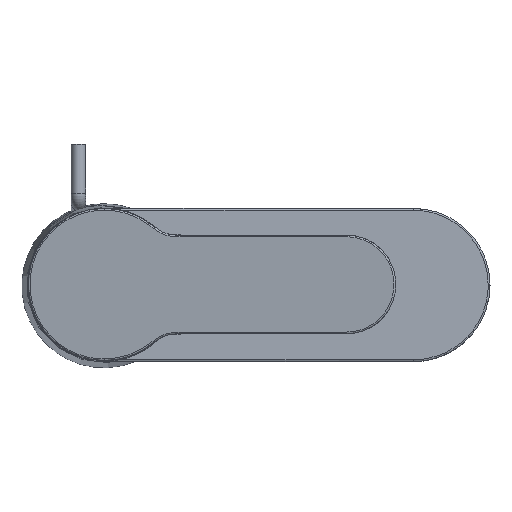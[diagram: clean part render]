
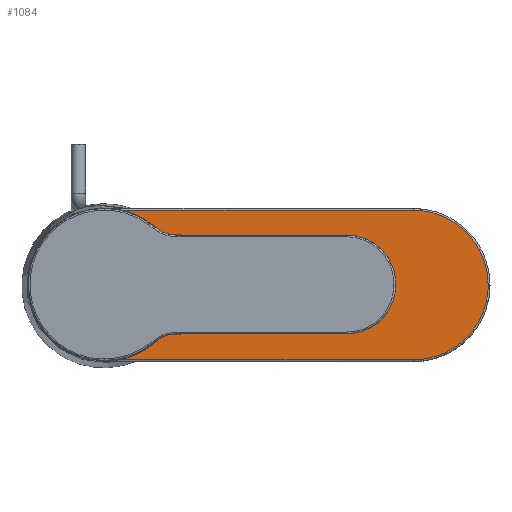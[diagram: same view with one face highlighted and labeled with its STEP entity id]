
A CAD part, top view. The second image highlights one B-rep face of the part: STEP entity #1084.
In plain terms, the highlighted planar face has unit normal (0, 0, 1).
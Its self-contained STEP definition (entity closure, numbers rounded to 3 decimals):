
#47=CIRCLE('',#1336,20.507);
#107=LINE('',#4322,#118);
#108=LINE('',#4346,#119);
#118=VECTOR('',#1442,1000.);
#119=VECTOR('',#1443,1000.);
#134=PLANE('',#1335);
#318=ORIENTED_EDGE('',*,*,#537,.T.);
#319=ORIENTED_EDGE('',*,*,#538,.T.);
#320=ORIENTED_EDGE('',*,*,#539,.T.);
#321=ORIENTED_EDGE('',*,*,#540,.T.);
#322=ORIENTED_EDGE('',*,*,#541,.T.);
#323=ORIENTED_EDGE('',*,*,#542,.T.);
#324=ORIENTED_EDGE('',*,*,#543,.T.);
#537=EDGE_CURVE('',#656,#657,#47,.T.);
#538=EDGE_CURVE('',#657,#658,#773,.T.);
#539=EDGE_CURVE('',#658,#659,#107,.F.);
#540=EDGE_CURVE('',#659,#660,#774,.T.);
#541=EDGE_CURVE('',#660,#661,#775,.T.);
#542=EDGE_CURVE('',#661,#662,#108,.T.);
#543=EDGE_CURVE('',#662,#656,#776,.T.);
#656=VERTEX_POINT('',#4315);
#657=VERTEX_POINT('',#4316);
#658=VERTEX_POINT('',#4321);
#659=VERTEX_POINT('',#4323);
#660=VERTEX_POINT('',#4334);
#661=VERTEX_POINT('',#4345);
#662=VERTEX_POINT('',#4347);
#773=B_SPLINE_CURVE_WITH_KNOTS('',3,(#4317,#4318,#4319,#4320),
 .UNSPECIFIED.,.F.,.F.,(4,4),(0.,0.),
 .UNSPECIFIED.);
#774=B_SPLINE_CURVE_WITH_KNOTS('',3,(#4324,#4325,#4326,#4327,#4328,#4329,
#4330,#4331,#4332,#4333),.UNSPECIFIED.,.F.,.F.,(4,1,1,1,1,1,1,4),(0.,0.008,
0.012,0.016,0.02,0.024,
0.028,0.032),.UNSPECIFIED.);
#775=B_SPLINE_CURVE_WITH_KNOTS('',3,(#4335,#4336,#4337,#4338,#4339,#4340,
#4341,#4342,#4343,#4344),.UNSPECIFIED.,.F.,.F.,(4,1,1,1,1,1,1,4),(0.,0.008,
0.012,0.016,0.02,0.024,
0.028,0.032),.UNSPECIFIED.);
#776=B_SPLINE_CURVE_WITH_KNOTS('',3,(#4348,#4349,#4350,#4351),
 .UNSPECIFIED.,.F.,.F.,(4,4),(0.,0.),.UNSPECIFIED.);
#861=EDGE_LOOP('',(#318,#319,#320,#321,#322,#323,#324));
#959=FACE_BOUND('',#861,.T.);
#1084=ADVANCED_FACE('',(#959),#134,.T.);
#1335=AXIS2_PLACEMENT_3D('',#4313,#1438,#1439);
#1336=AXIS2_PLACEMENT_3D('',#4314,#1440,#1441);
#1438=DIRECTION('',(0.,0.,1.));
#1439=DIRECTION('',(0.,1.,0.));
#1440=DIRECTION('',(0.,0.,1.));
#1441=DIRECTION('',(0.,1.,0.));
#1442=DIRECTION('',(-1.,0.,0.));
#1443=DIRECTION('',(-1.,0.,0.));
#4313=CARTESIAN_POINT('',(0.,0.,70.));
#4314=CARTESIAN_POINT('',(0.,0.,70.));
#4315=CARTESIAN_POINT('',(0.611,20.498,70.));
#4316=CARTESIAN_POINT('',(1.06,-20.48,70.));
#4317=CARTESIAN_POINT('',(1.06,-20.48,70.));
#4318=CARTESIAN_POINT('',(1.212,-20.495,70.));
#4319=CARTESIAN_POINT('',(1.364,-20.502,70.));
#4320=CARTESIAN_POINT('',(1.517,-20.502,70.));
#4321=CARTESIAN_POINT('',(1.517,-20.502,70.));
#4322=CARTESIAN_POINT('',(0.,-20.502,70.));
#4323=CARTESIAN_POINT('',(84.827,-20.502,70.));
#4324=CARTESIAN_POINT('',(84.827,-20.502,70.));
#4325=CARTESIAN_POINT('',(87.535,-20.502,70.));
#4326=CARTESIAN_POINT('',(91.547,-19.697,70.));
#4327=CARTESIAN_POINT('',(96.312,-17.14,70.));
#4328=CARTESIAN_POINT('',(99.416,-14.591,70.));
#4329=CARTESIAN_POINT('',(101.997,-11.441,70.));
#4330=CARTESIAN_POINT('',(103.886,-7.906,70.));
#4331=CARTESIAN_POINT('',(105.069,-4.008,70.));
#4332=CARTESIAN_POINT('',(105.33,-1.354,70.));
#4333=CARTESIAN_POINT('',(105.33,0.,70.));
#4334=CARTESIAN_POINT('',(105.33,0.,70.));
#4335=CARTESIAN_POINT('',(105.33,0.,70.));
#4336=CARTESIAN_POINT('',(105.33,2.707,70.));
#4337=CARTESIAN_POINT('',(104.524,6.72,70.));
#4338=CARTESIAN_POINT('',(101.968,11.484,70.));
#4339=CARTESIAN_POINT('',(99.419,14.588,70.));
#4340=CARTESIAN_POINT('',(96.268,17.17,70.));
#4341=CARTESIAN_POINT('',(92.733,19.059,70.));
#4342=CARTESIAN_POINT('',(88.835,20.241,70.));
#4343=CARTESIAN_POINT('',(86.181,20.502,70.));
#4344=CARTESIAN_POINT('',(84.827,20.502,70.));
#4345=CARTESIAN_POINT('',(84.827,20.502,70.));
#4346=CARTESIAN_POINT('',(1.049,20.502,70.));
#4347=CARTESIAN_POINT('',(1.049,20.502,70.));
#4348=CARTESIAN_POINT('',(1.049,20.502,70.));
#4349=CARTESIAN_POINT('',(0.903,20.495,70.));
#4350=CARTESIAN_POINT('',(0.757,20.493,70.));
#4351=CARTESIAN_POINT('',(0.611,20.498,70.));
